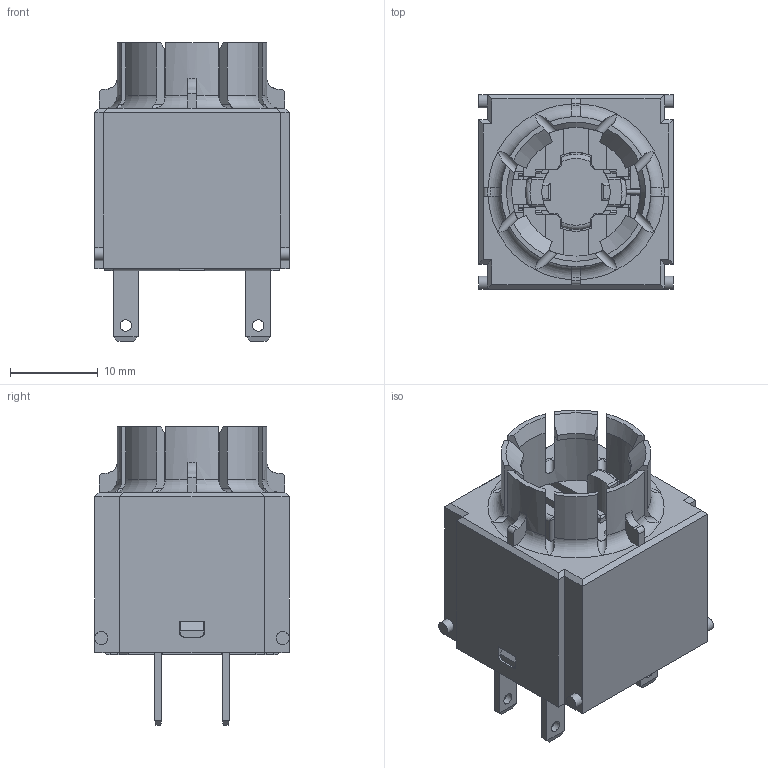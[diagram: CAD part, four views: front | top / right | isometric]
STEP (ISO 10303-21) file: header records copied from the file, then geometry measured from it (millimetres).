
FILE_DESCRIPTION(/* description */ (''),/* implementation_level */ '2;1');
FILE_NAME(/* name */ 'BFI.stp',/* time_stamp */ '2015-08-17T10:25:53+02:00',/* author */ ('ahoffmann'),/* organization */ (''),/* preprocessor_version */ 'ST-DEVELOPER v15.2',/* originating_system */ 'Autodesk Inventor 2014',/* authorisation */ '');
FILE_SCHEMA (('AUTOMOTIVE_DESIGN { 1 0 10303 214 3 1 1 }'));
Length unit declared in the file: centimetre
Products named in the file (1): BFI
Bounding box: 22.2 x 22.2 x 34.06 mm (x, y, z)
Volume: 6317.1 mm3; surface area: 10538.5 mm2
Topology: 2 solids, 2 shells, 1462 faces, 4132 edges, 2668 vertices
Faces by surface type: plane 1005, cylinder 283, bspline 88, torus 65, sphere 12, cone 9
Full cylindrical faces by diameter (mm): 0.5 x1, 1.3 x4, 1.35 x8, 1.5 x4, 2 x9, 3 x1, 4 x1, 4.3 x1, 6 x1, 14.7 x1
Entity records: 50846 total; most frequent: CARTESIAN_POINT 12089, ORIENTED_EDGE 8104, DIRECTION 7213, EDGE_CURVE 4045, LINE 2993, VECTOR 2993, VERTEX_POINT 2645, AXIS2_PLACEMENT_3D 2110
